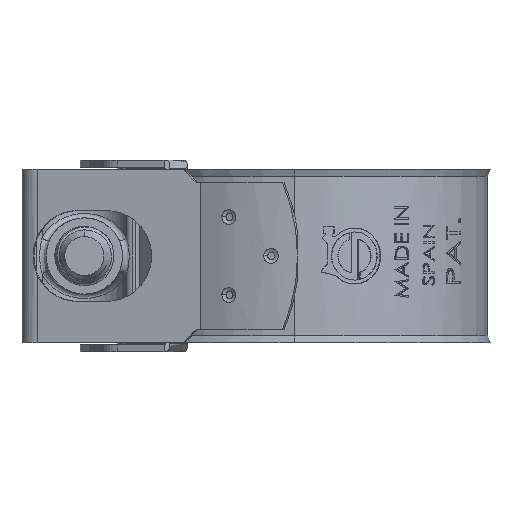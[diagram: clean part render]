
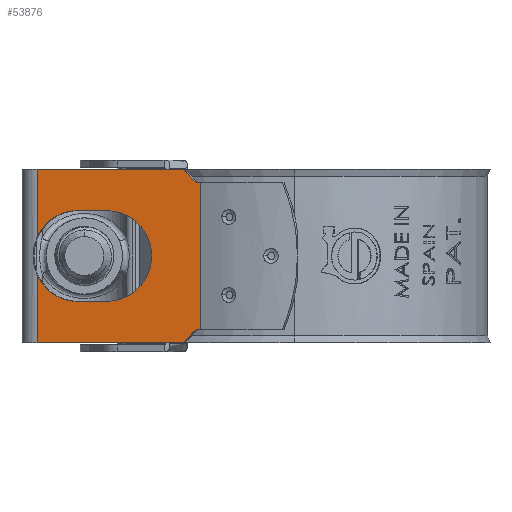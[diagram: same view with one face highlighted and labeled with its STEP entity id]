
A CAD part, left-side view. The second image highlights one B-rep face of the part: STEP entity #53876.
In plain terms, the highlighted planar face has unit normal (-0.992, 0.124, 0).
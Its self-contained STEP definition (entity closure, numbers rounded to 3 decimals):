
#944 = EDGE_CURVE ( 'NONE', #74200, #25178, #28345, .T. ) ;
#1048 = EDGE_CURVE ( 'NONE', #2880, #33097, #5185, .T. ) ;
#1191 = CARTESIAN_POINT ( 'NONE',  ( -20.687, 11.316, -18.5 ) ) ;
#2001 = EDGE_CURVE ( 'NONE', #33097, #30977, #70643, .T. ) ;
#2320 = DIRECTION ( 'NONE',  ( -0.125, -0.992, 0. ) ) ;
#2605 = CARTESIAN_POINT ( 'NONE',  ( -18.384, 29.666, -20. ) ) ;
#2880 = VERTEX_POINT ( 'NONE', #65262 ) ;
#3544 = LINE ( 'NONE', #11441, #48849 ) ;
#3863 = VERTEX_POINT ( 'NONE', #75984 ) ;
#4824 = EDGE_CURVE ( 'NONE', #67497, #42568, #45335, .T. ) ;
#5185 = LINE ( 'NONE', #22846, #17312 ) ;
#5875 = CARTESIAN_POINT ( 'NONE',  ( -20.5, 12.812, -20. ) ) ;
#9063 = ORIENTED_EDGE ( 'NONE', *, *, #75298, .F. ) ;
#10622 = LINE ( 'NONE', #74109, #69093 ) ;
#10660 = CARTESIAN_POINT ( 'NONE',  ( -18.384, 29.666, -12.203 ) ) ;
#11441 = CARTESIAN_POINT ( 'NONE',  ( -20.841, 10.095, -2.723 ) ) ;
#13056 = ORIENTED_EDGE ( 'NONE', *, *, #64000, .F. ) ;
#13522 = CARTESIAN_POINT ( 'NONE',  ( -18.384, 29.666, -20. ) ) ;
#14865 = AXIS2_PLACEMENT_3D ( 'NONE', #2605, #73304, #2320 ) ;
#15000 = DIRECTION ( 'NONE',  ( -0.125, -0.992, 0. ) ) ;
#17312 = VECTOR ( 'NONE', #23411, 1000. ) ;
#17641 = VERTEX_POINT ( 'NONE', #46024 ) ;
#18040 = CARTESIAN_POINT ( 'NONE',  ( -18.978, 24.938, -10. ) ) ;
#18336 = CARTESIAN_POINT ( 'NONE',  ( -18.384, 29.666, 0. ) ) ;
#18772 = CARTESIAN_POINT ( 'NONE',  ( -18.384, 29.666, -20. ) ) ;
#19132 = VERTEX_POINT ( 'NONE', #31305 ) ;
#19301 = LINE ( 'NONE', #68915, #32365 ) ;
#19516 = ORIENTED_EDGE ( 'NONE', *, *, #944, .F. ) ;
#19570 = ORIENTED_EDGE ( 'NONE', *, *, #28281, .T. ) ;
#20556 = LINE ( 'NONE', #35331, #61848 ) ;
#20591 = ORIENTED_EDGE ( 'NONE', *, *, #1048, .F. ) ;
#21015 = ORIENTED_EDGE ( 'NONE', *, *, #42066, .T. ) ;
#21672 = DIRECTION ( 'NONE',  ( -0.992, 0.125, 0. ) ) ;
#22846 = CARTESIAN_POINT ( 'NONE',  ( -18.384, 29.666, -20. ) ) ;
#23233 = DIRECTION ( 'NONE',  ( -0.125, -0.992, 0. ) ) ;
#23405 = EDGE_CURVE ( 'NONE', #3863, #42568, #3544, .T. ) ;
#23411 = DIRECTION ( 'NONE',  ( 0., 0., 1. ) ) ;
#23699 = EDGE_CURVE ( 'NONE', #60685, #67497, #83149, .T. ) ;
#24292 = AXIS2_PLACEMENT_3D ( 'NONE', #73571, #60028, #15000 ) ;
#24308 = ORIENTED_EDGE ( 'NONE', *, *, #60170, .T. ) ;
#24784 = DIRECTION ( 'NONE',  ( -0.125, -0.992, 0. ) ) ;
#24896 = DIRECTION ( 'NONE',  ( 0.088, 0.704, 0.705 ) ) ;
#25178 = VERTEX_POINT ( 'NONE', #68164 ) ;
#26191 = VECTOR ( 'NONE', #24784, 1000. ) ;
#27063 = CARTESIAN_POINT ( 'NONE',  ( -18.978, 24.938, -10. ) ) ;
#28281 = EDGE_CURVE ( 'NONE', #82275, #65295, #73981, .T. ) ;
#28345 = CIRCLE ( 'NONE', #24292, 5.25 ) ;
#29557 = LINE ( 'NONE', #29699, #56798 ) ;
#29699 = CARTESIAN_POINT ( 'NONE',  ( -21.363, 5.929, -18.5 ) ) ;
#30516 = DIRECTION ( 'NONE',  ( -0.125, -0.992, 0. ) ) ;
#30523 = EDGE_CURVE ( 'NONE', #25178, #19132, #39335, .T. ) ;
#30977 = VERTEX_POINT ( 'NONE', #83059 ) ;
#31305 = CARTESIAN_POINT ( 'NONE',  ( -19.389, 21.664, -4.75 ) ) ;
#31478 = ORIENTED_EDGE ( 'NONE', *, *, #23699, .F. ) ;
#31816 = VECTOR ( 'NONE', #70453, 1000. ) ;
#32365 = VECTOR ( 'NONE', #43548, 1000. ) ;
#32508 = EDGE_CURVE ( 'NONE', #2880, #56565, #65451, .T. ) ;
#33097 = VERTEX_POINT ( 'NONE', #10660 ) ;
#33865 = ORIENTED_EDGE ( 'NONE', *, *, #23405, .T. ) ;
#34891 = CARTESIAN_POINT ( 'NONE',  ( -19.389, 21.664, -10. ) ) ;
#35058 = CIRCLE ( 'NONE', #43447, 5.25 ) ;
#35219 = DIRECTION ( 'NONE',  ( 0.125, 0.992, 0. ) ) ;
#35331 = CARTESIAN_POINT ( 'NONE',  ( -19.389, 21.664, -15.25 ) ) ;
#37916 = ORIENTED_EDGE ( 'NONE', *, *, #56069, .F. ) ;
#39185 = CARTESIAN_POINT ( 'NONE',  ( -20.841, 10.095, -17.277 ) ) ;
#39335 = CIRCLE ( 'NONE', #50066, 5.25 ) ;
#40293 = VECTOR ( 'NONE', #51954, 1000. ) ;
#40919 = PLANE ( 'NONE',  #14865 ) ;
#41475 = ORIENTED_EDGE ( 'NONE', *, *, #4824, .F. ) ;
#42066 = EDGE_CURVE ( 'NONE', #65295, #3863, #19301, .T. ) ;
#42568 = VERTEX_POINT ( 'NONE', #66598 ) ;
#43447 = AXIS2_PLACEMENT_3D ( 'NONE', #27063, #72694, #72146 ) ;
#43548 = DIRECTION ( 'NONE',  ( 0.125, 0.992, 0. ) ) ;
#45335 = LINE ( 'NONE', #18336, #26191 ) ;
#46024 = CARTESIAN_POINT ( 'NONE',  ( -18.978, 24.938, -4.75 ) ) ;
#46061 = ORIENTED_EDGE ( 'NONE', *, *, #30523, .F. ) ;
#48849 = VECTOR ( 'NONE', #24896, 1000. ) ;
#50066 = AXIS2_PLACEMENT_3D ( 'NONE', #34891, #21672, #54337 ) ;
#51437 = EDGE_LOOP ( 'NONE', ( #37916, #13056, #46061, #19516, #9063, #65822, #20591, #73755, #58151, #24308, #19570, #21015, #33865, #41475, #31478 ) ) ;
#51954 = DIRECTION ( 'NONE',  ( -0.125, -0.992, 0. ) ) ;
#52886 = VECTOR ( 'NONE', #70944, 1000. ) ;
#53472 = CARTESIAN_POINT ( 'NONE',  ( -20.75, 10.817, -20. ) ) ;
#53876 = ADVANCED_FACE ( 'NONE', ( #83260 ), #40919, .T. ) ;
#54337 = DIRECTION ( 'NONE',  ( -0.125, -0.992, 0. ) ) ;
#56069 = EDGE_CURVE ( 'NONE', #17641, #60685, #35058, .T. ) ;
#56333 = DIRECTION ( 'NONE',  ( -0.125, -0.992, 0. ) ) ;
#56565 = VERTEX_POINT ( 'NONE', #5875 ) ;
#56798 = VECTOR ( 'NONE', #30516, 1000. ) ;
#57813 = VECTOR ( 'NONE', #79126, 1000. ) ;
#58151 = ORIENTED_EDGE ( 'NONE', *, *, #61149, .T. ) ;
#60028 = DIRECTION ( 'NONE',  ( -0.992, 0.125, 0. ) ) ;
#60170 = EDGE_CURVE ( 'NONE', #78245, #82275, #29557, .T. ) ;
#60685 = VERTEX_POINT ( 'NONE', #67127 ) ;
#61149 = EDGE_CURVE ( 'NONE', #56565, #78245, #81216, .T. ) ;
#61848 = VECTOR ( 'NONE', #23233, 1000. ) ;
#62464 = CARTESIAN_POINT ( 'NONE',  ( -20.75, 10.817, -1.5 ) ) ;
#62761 = CARTESIAN_POINT ( 'NONE',  ( -18.384, 29.666, 0. ) ) ;
#64000 = EDGE_CURVE ( 'NONE', #19132, #17641, #10622, .T. ) ;
#64130 = CARTESIAN_POINT ( 'NONE',  ( -20.75, 10.817, -18.5 ) ) ;
#65262 = CARTESIAN_POINT ( 'NONE',  ( -18.384, 29.666, -20. ) ) ;
#65295 = VERTEX_POINT ( 'NONE', #62464 ) ;
#65451 = LINE ( 'NONE', #18772, #40293 ) ;
#65822 = ORIENTED_EDGE ( 'NONE', *, *, #2001, .F. ) ;
#66598 = CARTESIAN_POINT ( 'NONE',  ( -20.5, 12.812, 0. ) ) ;
#67127 = CARTESIAN_POINT ( 'NONE',  ( -18.384, 29.666, -7.797 ) ) ;
#67497 = VERTEX_POINT ( 'NONE', #62761 ) ;
#68164 = CARTESIAN_POINT ( 'NONE',  ( -20.042, 16.454, -10. ) ) ;
#68915 = CARTESIAN_POINT ( 'NONE',  ( -21.363, 5.929, -1.5 ) ) ;
#69093 = VECTOR ( 'NONE', #35219, 1000. ) ;
#70124 = CARTESIAN_POINT ( 'NONE',  ( -19.389, 21.664, -15.25 ) ) ;
#70453 = DIRECTION ( 'NONE',  ( -0.088, -0.704, 0.705 ) ) ;
#70643 = CIRCLE ( 'NONE', #77736, 5.25 ) ;
#70944 = DIRECTION ( 'NONE',  ( 0., 0., 1. ) ) ;
#72146 = DIRECTION ( 'NONE',  ( -0.125, -0.992, 0. ) ) ;
#72694 = DIRECTION ( 'NONE',  ( -0.992, 0.125, 0. ) ) ;
#73304 = DIRECTION ( 'NONE',  ( -0.992, 0.125, 0. ) ) ;
#73571 = CARTESIAN_POINT ( 'NONE',  ( -19.389, 21.664, -10. ) ) ;
#73755 = ORIENTED_EDGE ( 'NONE', *, *, #32508, .T. ) ;
#73981 = LINE ( 'NONE', #53472, #57813 ) ;
#74109 = CARTESIAN_POINT ( 'NONE',  ( -19.389, 21.664, -4.75 ) ) ;
#74200 = VERTEX_POINT ( 'NONE', #70124 ) ;
#75298 = EDGE_CURVE ( 'NONE', #30977, #74200, #20556, .T. ) ;
#75984 = CARTESIAN_POINT ( 'NONE',  ( -20.687, 11.316, -1.5 ) ) ;
#76051 = DIRECTION ( 'NONE',  ( -0.992, 0.125, 0. ) ) ;
#77736 = AXIS2_PLACEMENT_3D ( 'NONE', #18040, #76051, #56333 ) ;
#78245 = VERTEX_POINT ( 'NONE', #1191 ) ;
#79126 = DIRECTION ( 'NONE',  ( 0., 0., 1. ) ) ;
#81216 = LINE ( 'NONE', #39185, #31816 ) ;
#82275 = VERTEX_POINT ( 'NONE', #64130 ) ;
#83059 = CARTESIAN_POINT ( 'NONE',  ( -18.978, 24.938, -15.25 ) ) ;
#83149 = LINE ( 'NONE', #13522, #52886 ) ;
#83260 = FACE_OUTER_BOUND ( 'NONE', #51437, .T. ) ;
